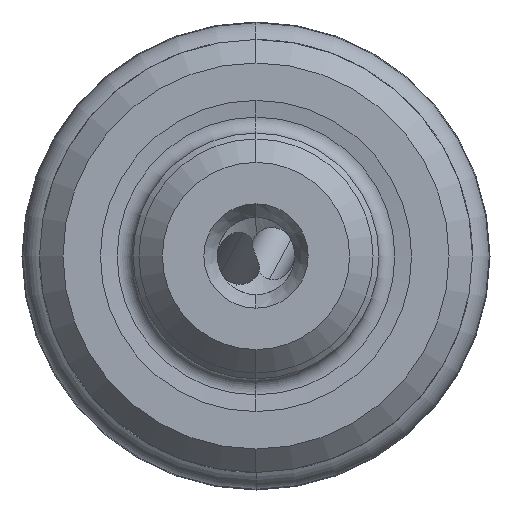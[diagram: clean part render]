
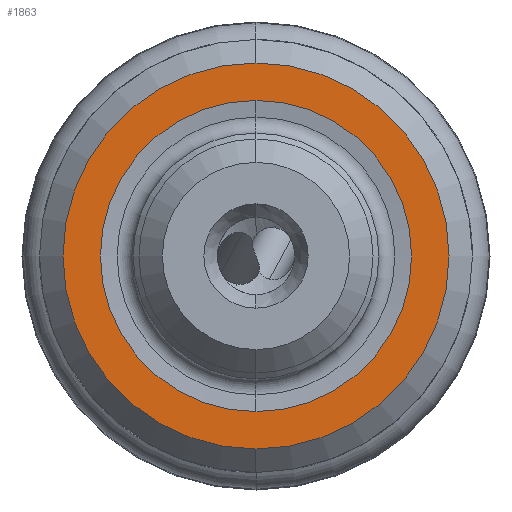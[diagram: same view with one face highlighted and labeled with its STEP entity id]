
A CAD part, left-side view. The second image highlights one B-rep face of the part: STEP entity #1863.
In plain terms, the highlighted planar face has unit normal (-1, 0, 0).
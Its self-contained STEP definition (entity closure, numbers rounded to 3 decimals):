
#70 = FACE_BOUND ( 'NONE', #1082, .T. ) ;
#98 = CARTESIAN_POINT ( 'NONE',  ( -27.3, 0., -8.25 ) ) ;
#99 = CARTESIAN_POINT ( 'NONE',  ( -27.3, 0., 8.25 ) ) ;
#125 = VERTEX_POINT ( 'NONE', #99 ) ;
#126 = VERTEX_POINT ( 'NONE', #98 ) ;
#127 = VERTEX_POINT ( 'NONE', #154 ) ;
#128 = VERTEX_POINT ( 'NONE', #153 ) ;
#153 = CARTESIAN_POINT ( 'NONE',  ( -27.3, 0., -6.65 ) ) ;
#154 = CARTESIAN_POINT ( 'NONE',  ( -27.3, 0., 6.65 ) ) ;
#225 = EDGE_CURVE ( 'NONE', #128, #127, #1022, .T. ) ;
#418 = CARTESIAN_POINT ( 'NONE',  ( -27.3, 6.65, 0. ) ) ;
#419 = PLANE ( 'NONE',  #882 ) ;
#420 = DIRECTION ( 'NONE',  ( -1., 0., 0. ) ) ;
#421 = DIRECTION ( 'NONE',  ( 0., 0., 1. ) ) ;
#606 = ORIENTED_EDGE ( 'NONE', *, *, #1790, .F. ) ;
#622 = ORIENTED_EDGE ( 'NONE', *, *, #225, .T. ) ;
#657 = ORIENTED_EDGE ( 'NONE', *, *, #832, .T. ) ;
#660 = ORIENTED_EDGE ( 'NONE', *, *, #812, .F. ) ;
#780 = AXIS2_PLACEMENT_3D ( 'NONE', #1656, #1657, #1658 ) ;
#812 = EDGE_CURVE ( 'NONE', #125, #126, #978, .T. ) ;
#832 = EDGE_CURVE ( 'NONE', #127, #128, #2212, .T. ) ;
#842 = AXIS2_PLACEMENT_3D ( 'NONE', #1698, #1699, #1700 ) ;
#882 = AXIS2_PLACEMENT_3D ( 'NONE', #418, #420, #421 ) ;
#978 = CIRCLE ( 'NONE', #2085, 8.25 ) ;
#1022 = CIRCLE ( 'NONE', #2138, 6.65 ) ;
#1064 = EDGE_LOOP ( 'NONE', ( #606, #660 ) ) ;
#1082 = EDGE_LOOP ( 'NONE', ( #657, #622 ) ) ;
#1587 = CARTESIAN_POINT ( 'NONE',  ( -27.3, 0., 0. ) ) ;
#1588 = DIRECTION ( 'NONE',  ( 1., 0., 0. ) ) ;
#1589 = DIRECTION ( 'NONE',  ( 0., 0., -1. ) ) ;
#1656 = CARTESIAN_POINT ( 'NONE',  ( -27.3, 0., 0. ) ) ;
#1657 = DIRECTION ( 'NONE',  ( 1., 0., 0. ) ) ;
#1658 = DIRECTION ( 'NONE',  ( 0., 0., -1. ) ) ;
#1698 = CARTESIAN_POINT ( 'NONE',  ( -27.3, 0., 0. ) ) ;
#1699 = DIRECTION ( 'NONE',  ( 1., 0., 0. ) ) ;
#1700 = DIRECTION ( 'NONE',  ( 0., 0., -1. ) ) ;
#1790 = EDGE_CURVE ( 'NONE', #126, #125, #2216, .T. ) ;
#1863 = ADVANCED_FACE ( 'NONE', ( #70, #2299 ), #419, .T. ) ;
#1952 = CARTESIAN_POINT ( 'NONE',  ( -27.3, 0., 0. ) ) ;
#1969 = DIRECTION ( 'NONE',  ( 0., 0., -1. ) ) ;
#1971 = DIRECTION ( 'NONE',  ( 1., 0., 0. ) ) ;
#2085 = AXIS2_PLACEMENT_3D ( 'NONE', #1587, #1588, #1589 ) ;
#2138 = AXIS2_PLACEMENT_3D ( 'NONE', #1952, #1971, #1969 ) ;
#2212 = CIRCLE ( 'NONE', #780, 6.65 ) ;
#2216 = CIRCLE ( 'NONE', #842, 8.25 ) ;
#2299 = FACE_OUTER_BOUND ( 'NONE', #1064, .T. ) ;
